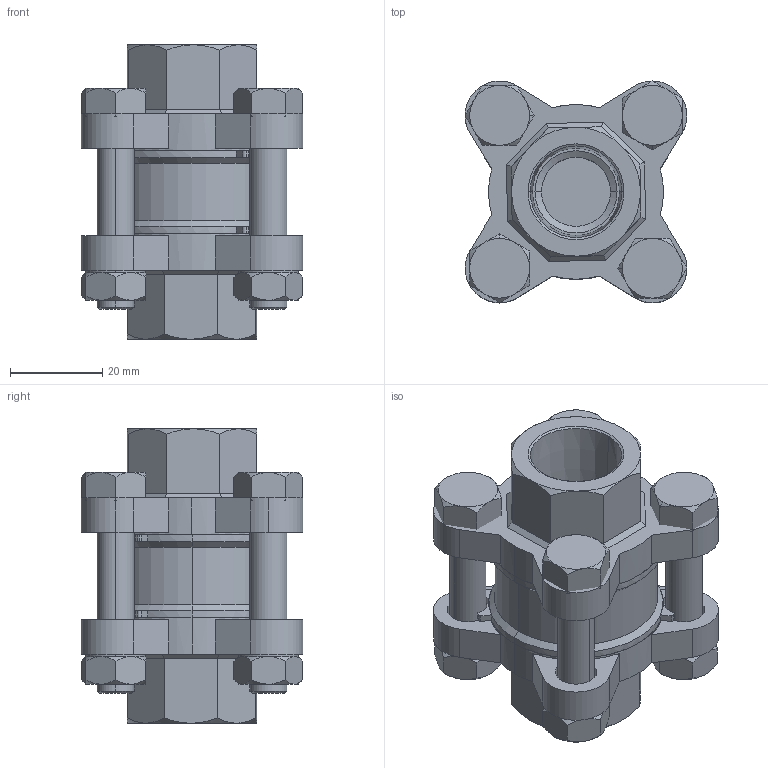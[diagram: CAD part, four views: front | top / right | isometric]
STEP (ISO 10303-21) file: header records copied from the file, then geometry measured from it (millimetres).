
FILE_DESCRIPTION (( 'STEP AP203' ), '1' );
FILE_NAME ('WA-002-S008-12-Total assembly.STEP', '2018-09-21T06:35:26', ( '' ), ( '' ), 'SwSTEP 2.0', 'SolidWorks 2012', '' );
FILE_SCHEMA (( 'CONFIG_CONTROL_DESIGN' ));
Length unit declared in the file: millimetre
Products named in the file (6): WA-002-S008-12-Total assembly; WA-002-S008-12-CAP-3D; WA-002-S008-12-NUT-3D; WA-002-S008-12-WASHER-3D; WA-002-S008-12-BOLT-3D; WA-002-S008-12-BODY-3D
Assembly tree (15 placements, depth 2):
  WA-002-S008-12-Total assembly
    WA-002-S008-12-BODY-3D
    WA-002-S008-12-BOLT-3D  x4
    WA-002-S008-12-WASHER-3D  x4
    WA-002-S008-12-NUT-3D  x4
    WA-002-S008-12-CAP-3D  x2
Bounding box: 48.21 x 48.21 x 63.99 mm (x, y, z)
Volume: 62746.7 mm3; surface area: 30672.8 mm2
Topology: 15 solids, 16 shells, 396 faces, 934 edges, 572 vertices
Faces by surface type: plane 168, cone 126, cylinder 102
Entity records: 6472 total; most frequent: CARTESIAN_POINT 1236, DIRECTION 960, ORIENTED_EDGE 882, EDGE_CURVE 441, AXIS2_PLACEMENT_3D 375, VERTEX_POINT 275, LINE 210, VECTOR 210
